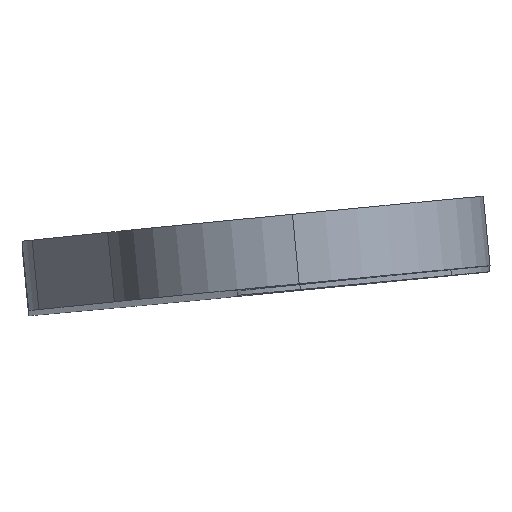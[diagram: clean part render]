
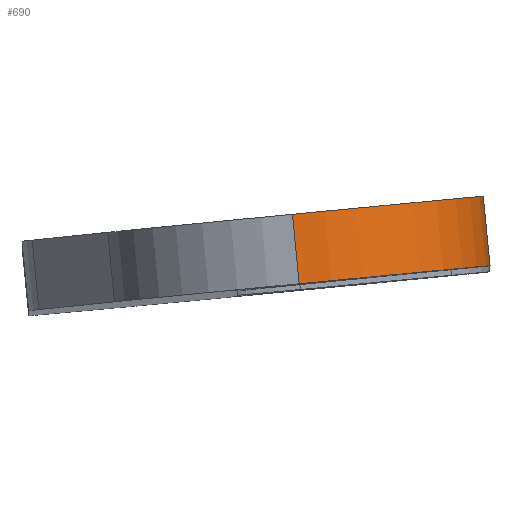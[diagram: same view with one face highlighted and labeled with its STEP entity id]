
A CAD part, top view. The second image highlights one B-rep face of the part: STEP entity #690.
In plain terms, the highlighted cylindrical face has radius 11 mm (diameter 22 mm), a partial arc.
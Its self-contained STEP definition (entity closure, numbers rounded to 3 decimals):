
#8 = CARTESIAN_POINT ( 'NONE',  ( 110.818, 0.762, 95.362 ) ) ;
#15 = DIRECTION ( 'NONE',  ( -0.096, 0.995, 0. ) ) ;
#17 = DIRECTION ( 'NONE',  ( 0.096, -0.995, 0. ) ) ;
#23 = VERTEX_POINT ( 'NONE', #163 ) ;
#29 = DIRECTION ( 'NONE',  ( 0., 0., -1. ) ) ;
#32 = AXIS2_PLACEMENT_3D ( 'NONE', #225, #460, #29 ) ;
#88 = EDGE_CURVE ( 'NONE', #366, #23, #636, .T. ) ;
#102 = ORIENTED_EDGE ( 'NONE', *, *, #88, .F. ) ;
#131 = AXIS2_PLACEMENT_3D ( 'NONE', #527, #17, #599 ) ;
#138 = CARTESIAN_POINT ( 'NONE',  ( 102.47, -4.06, 102. ) ) ;
#163 = CARTESIAN_POINT ( 'NONE',  ( 102.47, -4.06, 113. ) ) ;
#164 = EDGE_CURVE ( 'NONE', #532, #384, #465, .T. ) ;
#188 = CARTESIAN_POINT ( 'NONE',  ( 111.201, -3.22, 95.362 ) ) ;
#225 = CARTESIAN_POINT ( 'NONE',  ( 102.087, -0.079, 102. ) ) ;
#227 = DIRECTION ( 'NONE',  ( 0., 0., 1. ) ) ;
#230 = ORIENTED_EDGE ( 'NONE', *, *, #554, .F. ) ;
#296 = EDGE_CURVE ( 'NONE', #366, #532, #513, .T. ) ;
#313 = CARTESIAN_POINT ( 'NONE',  ( 102.47, -4.06, 113. ) ) ;
#329 = DIRECTION ( 'NONE',  ( -0.096, 0.995, 0. ) ) ;
#366 = VERTEX_POINT ( 'NONE', #188 ) ;
#369 = LINE ( 'NONE', #313, #535 ) ;
#371 = AXIS2_PLACEMENT_3D ( 'NONE', #138, #15, #227 ) ;
#374 = DIRECTION ( 'NONE',  ( -0.096, 0.995, 0. ) ) ;
#384 = VERTEX_POINT ( 'NONE', #631 ) ;
#396 = EDGE_LOOP ( 'NONE', ( #230, #102, #514, #512 ) ) ;
#460 = DIRECTION ( 'NONE',  ( 0.096, -0.995, 0. ) ) ;
#465 = CIRCLE ( 'NONE', #32, 11. ) ;
#486 = VECTOR ( 'NONE', #329, 1000. ) ;
#512 = ORIENTED_EDGE ( 'NONE', *, *, #164, .T. ) ;
#513 = LINE ( 'NONE', #616, #486 ) ;
#514 = ORIENTED_EDGE ( 'NONE', *, *, #296, .T. ) ;
#527 = CARTESIAN_POINT ( 'NONE',  ( 102.47, -4.06, 102. ) ) ;
#532 = VERTEX_POINT ( 'NONE', #8 ) ;
#535 = VECTOR ( 'NONE', #374, 1000. ) ;
#554 = EDGE_CURVE ( 'NONE', #23, #384, #369, .T. ) ;
#599 = DIRECTION ( 'NONE',  ( 0., 0., -1. ) ) ;
#616 = CARTESIAN_POINT ( 'NONE',  ( 111.201, -3.22, 95.362 ) ) ;
#631 = CARTESIAN_POINT ( 'NONE',  ( 102.087, -0.079, 113. ) ) ;
#636 = CIRCLE ( 'NONE', #131, 11. ) ;
#663 = FACE_OUTER_BOUND ( 'NONE', #396, .T. ) ;
#675 = CYLINDRICAL_SURFACE ( 'NONE', #371, 11. ) ;
#690 = ADVANCED_FACE ( 'NONE', ( #663 ), #675, .T. ) ;
